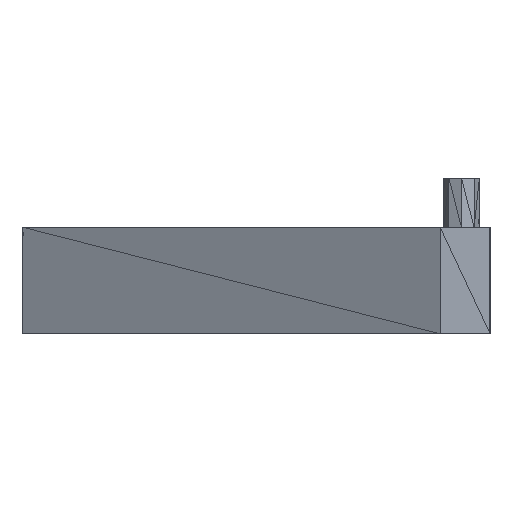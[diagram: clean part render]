
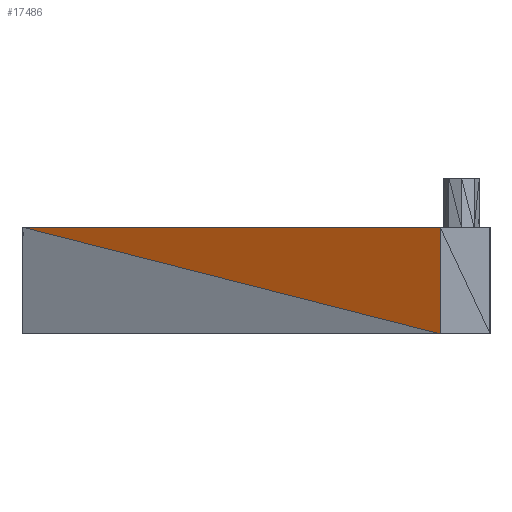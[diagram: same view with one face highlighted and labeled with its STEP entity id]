
A CAD part, left-side view. The second image highlights one B-rep face of the part: STEP entity #17486.
In plain terms, the highlighted planar face has unit normal (-0.866, 0.5, 0).
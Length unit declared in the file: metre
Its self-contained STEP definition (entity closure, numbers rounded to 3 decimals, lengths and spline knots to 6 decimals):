
#4566 = VERTEX_POINT('',#4567);
#4567 = CARTESIAN_POINT('',(-61.1491,7.,-7.5));
#4688 = PLANE('',#4689);
#4689 = AXIS2_PLACEMENT_3D('',#4690,#4691,#4692);
#4690 = CARTESIAN_POINT('',(-42.513757,39.277399,
    -3.340489));
#4691 = DIRECTION('',(-0.866,0.5,
    0.));
#4692 = DIRECTION('',(-0.5,-0.866,0.));
#5858 = VERTEX_POINT('',#5859);
#5859 = CARTESIAN_POINT('',(-27.2189,65.7689,7.5));
#5953 = PLANE('',#5954);
#5954 = AXIS2_PLACEMENT_3D('',#5955,#5956,#5957);
#5955 = CARTESIAN_POINT('',(-42.321644,36.027305,7.5));
#5956 = DIRECTION('',(0.,0.,1.));
#5957 = DIRECTION('',(1.,0.,0.));
#5970 = VERTEX_POINT('',#5971);
#5971 = CARTESIAN_POINT('',(-61.1491,7.,7.5));
#5997 = EDGE_CURVE('',#5858,#5970,#5998,.T.);
#5998 = SURFACE_CURVE('',#5999,(#6003,#6010),.PCURVE_S1.);
#5999 = LINE('',#6000,#6001);
#6000 = CARTESIAN_POINT('',(-27.2189,65.7689,7.5));
#6001 = VECTOR('',#6002,1.);
#6002 = DIRECTION('',(-0.5,-0.866,0.));
#6003 = PCURVE('',#5953,#6004);
#6004 = DEFINITIONAL_REPRESENTATION('',(#6005),#6009);
#6005 = LINE('',#6006,#6007);
#6006 = CARTESIAN_POINT('',(15.103,29.742));
#6007 = VECTOR('',#6008,1.);
#6008 = DIRECTION('',(-0.5,-0.866));
#6009 = ( GEOMETRIC_REPRESENTATION_CONTEXT(2) 
PARAMETRIC_REPRESENTATION_CONTEXT() REPRESENTATION_CONTEXT('2D SPACE',''
  ) );
#6010 = PCURVE('',#6011,#6016);
#6011 = PLANE('',#6012);
#6012 = AXIS2_PLACEMENT_3D('',#6013,#6014,#6015);
#6013 = CARTESIAN_POINT('',(-45.854243,33.491501,
    3.340489));
#6014 = DIRECTION('',(-0.866,0.5,
    0.));
#6015 = DIRECTION('',(-0.5,-0.866,0.));
#6016 = DEFINITIONAL_REPRESENTATION('',(#6017),#6020);
#6017 = B_SPLINE_CURVE_WITH_KNOTS('',1,(#6018,#6019),.UNSPECIFIED.,.F.,
  .F.,(2,2),(0.,67.86046),.PIECEWISE_BEZIER_KNOTS.);
#6018 = CARTESIAN_POINT('',(-37.271,4.16));
#6019 = CARTESIAN_POINT('',(30.59,4.16));
#6020 = ( GEOMETRIC_REPRESENTATION_CONTEXT(2) 
PARAMETRIC_REPRESENTATION_CONTEXT() REPRESENTATION_CONTEXT('2D SPACE',''
  ) );
#8625 = PLANE('',#8626);
#8626 = AXIS2_PLACEMENT_3D('',#8627,#8628,#8629);
#8627 = CARTESIAN_POINT('',(-63.059093,7.,1.265457));
#8628 = DIRECTION('',(0.,1.,0.));
#8629 = DIRECTION('',(1.,0.,0.));
#17312 = EDGE_CURVE('',#5970,#4566,#17313,.T.);
#17313 = SURFACE_CURVE('',#17314,(#17318,#17325),.PCURVE_S1.);
#17314 = LINE('',#17315,#17316);
#17315 = CARTESIAN_POINT('',(-61.1491,7.,7.5));
#17316 = VECTOR('',#17317,1.);
#17317 = DIRECTION('',(0.,0.,-1.));
#17318 = PCURVE('',#8625,#17319);
#17319 = DEFINITIONAL_REPRESENTATION('',(#17320),#17324);
#17320 = LINE('',#17321,#17322);
#17321 = CARTESIAN_POINT('',(1.91,-6.235));
#17322 = VECTOR('',#17323,1.);
#17323 = DIRECTION('',(0.,1.));
#17324 = ( GEOMETRIC_REPRESENTATION_CONTEXT(2) 
PARAMETRIC_REPRESENTATION_CONTEXT() REPRESENTATION_CONTEXT('2D SPACE',''
  ) );
#17325 = PCURVE('',#6011,#17326);
#17326 = DEFINITIONAL_REPRESENTATION('',(#17327),#17330);
#17327 = B_SPLINE_CURVE_WITH_KNOTS('',1,(#17328,#17329),.UNSPECIFIED.,
  .F.,.F.,(2,2),(0.,15.),.PIECEWISE_BEZIER_KNOTS.);
#17328 = CARTESIAN_POINT('',(30.59,4.16));
#17329 = CARTESIAN_POINT('',(30.59,-10.84));
#17330 = ( GEOMETRIC_REPRESENTATION_CONTEXT(2) 
PARAMETRIC_REPRESENTATION_CONTEXT() REPRESENTATION_CONTEXT('2D SPACE',''
  ) );
#17446 = EDGE_CURVE('',#4566,#5858,#17447,.T.);
#17447 = SURFACE_CURVE('',#17448,(#17452,#17459),.PCURVE_S1.);
#17448 = LINE('',#17449,#17450);
#17449 = CARTESIAN_POINT('',(-61.1491,7.,-7.5));
#17450 = VECTOR('',#17451,1.);
#17451 = DIRECTION('',(0.488,0.846,0.216));
#17452 = PCURVE('',#4688,#17453);
#17453 = DEFINITIONAL_REPRESENTATION('',(#17454),#17458);
#17454 = LINE('',#17455,#17456);
#17455 = CARTESIAN_POINT('',(37.271,-4.16));
#17456 = VECTOR('',#17457,1.);
#17457 = DIRECTION('',(-0.976,0.216));
#17458 = ( GEOMETRIC_REPRESENTATION_CONTEXT(2) 
PARAMETRIC_REPRESENTATION_CONTEXT() REPRESENTATION_CONTEXT('2D SPACE',''
  ) );
#17459 = PCURVE('',#6011,#17460);
#17460 = DEFINITIONAL_REPRESENTATION('',(#17461),#17464);
#17461 = B_SPLINE_CURVE_WITH_KNOTS('',1,(#17462,#17463),.UNSPECIFIED.,
  .F.,.F.,(2,2),(0.,69.498504),.PIECEWISE_BEZIER_KNOTS.);
#17462 = CARTESIAN_POINT('',(30.59,-10.84));
#17463 = CARTESIAN_POINT('',(-37.271,4.16));
#17464 = ( GEOMETRIC_REPRESENTATION_CONTEXT(2) 
PARAMETRIC_REPRESENTATION_CONTEXT() REPRESENTATION_CONTEXT('2D SPACE',''
  ) );
#17486 = ADVANCED_FACE('',(#17487),#6011,.T.);
#17487 = FACE_BOUND('',#17488,.T.);
#17488 = EDGE_LOOP('',(#17489,#17490,#17491));
#17489 = ORIENTED_EDGE('',*,*,#17446,.F.);
#17490 = ORIENTED_EDGE('',*,*,#17312,.F.);
#17491 = ORIENTED_EDGE('',*,*,#5997,.F.);
